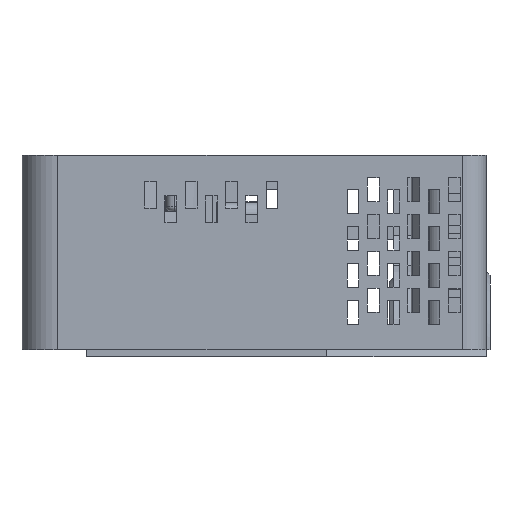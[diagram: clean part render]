
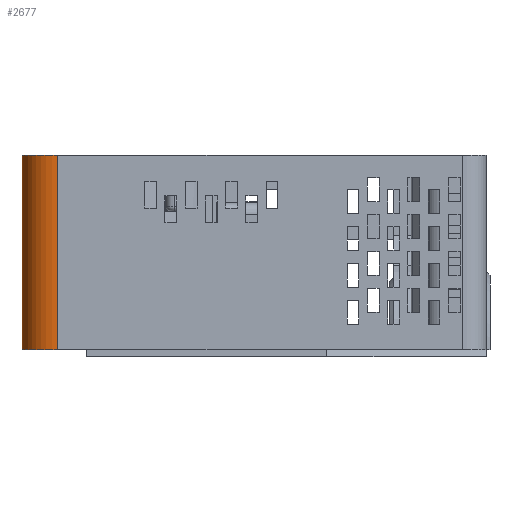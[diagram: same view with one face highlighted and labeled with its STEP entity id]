
A CAD part, left-side view. The second image highlights one B-rep face of the part: STEP entity #2677.
In plain terms, the highlighted cylindrical face has radius 6 mm (diameter 12 mm), a partial arc.
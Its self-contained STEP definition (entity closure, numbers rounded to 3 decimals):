
#1213 = CARTESIAN_POINT ( 'NONE',  ( -78.688, 97.729, -141.045 ) ) ;
#1244 = DIRECTION ( 'NONE',  ( -1., 0., 0. ) ) ;
#1882 = EDGE_CURVE ( 'NONE', #14184, #36288, #22585, .T. ) ;
#2677 = ADVANCED_FACE ( 'NONE', ( #6785 ), #12320, .T. ) ;
#5116 = DIRECTION ( 'NONE',  ( 0., 0., -1. ) ) ;
#6623 = VECTOR ( 'NONE', #14107, 1000. ) ;
#6785 = FACE_OUTER_BOUND ( 'NONE', #8276, .T. ) ;
#8194 = CARTESIAN_POINT ( 'NONE',  ( -72.688, 97.729, -141.045 ) ) ;
#8276 = EDGE_LOOP ( 'NONE', ( #28860, #20460, #13051, #23543 ) ) ;
#9116 = DIRECTION ( 'NONE',  ( 0., 0., -1. ) ) ;
#12320 = CYLINDRICAL_SURFACE ( 'NONE', #34142, 6. ) ;
#13051 = ORIENTED_EDGE ( 'NONE', *, *, #14332, .F. ) ;
#14107 = DIRECTION ( 'NONE',  ( 0., 0., -1. ) ) ;
#14184 = VERTEX_POINT ( 'NONE', #26821 ) ;
#14286 = CARTESIAN_POINT ( 'NONE',  ( -78.688, 97.729, -108.345 ) ) ;
#14332 = EDGE_CURVE ( 'NONE', #36288, #18770, #26974, .T. ) ;
#16132 = DIRECTION ( 'NONE',  ( -1., 0., 0. ) ) ;
#18770 = VERTEX_POINT ( 'NONE', #34257 ) ;
#20460 = ORIENTED_EDGE ( 'NONE', *, *, #27105, .T. ) ;
#21161 = DIRECTION ( 'NONE',  ( 0., 0., -1. ) ) ;
#22437 = AXIS2_PLACEMENT_3D ( 'NONE', #31270, #9116, #31621 ) ;
#22585 = LINE ( 'NONE', #14286, #6623 ) ;
#23543 = ORIENTED_EDGE ( 'NONE', *, *, #1882, .F. ) ;
#24840 = CARTESIAN_POINT ( 'NONE',  ( -68.032, 101.513, -108.345 ) ) ;
#25023 = LINE ( 'NONE', #24840, #33240 ) ;
#26821 = CARTESIAN_POINT ( 'NONE',  ( -78.688, 97.729, -108.345 ) ) ;
#26974 = CIRCLE ( 'NONE', #35818, 6. ) ;
#26995 = VERTEX_POINT ( 'NONE', #35344 ) ;
#27053 = CARTESIAN_POINT ( 'NONE',  ( -72.688, 97.729, -108.345 ) ) ;
#27105 = EDGE_CURVE ( 'NONE', #26995, #18770, #25023, .T. ) ;
#28860 = ORIENTED_EDGE ( 'NONE', *, *, #30863, .T. ) ;
#30525 = DIRECTION ( 'NONE',  ( 0., 0., -1. ) ) ;
#30667 = CIRCLE ( 'NONE', #22437, 6. ) ;
#30863 = EDGE_CURVE ( 'NONE', #14184, #26995, #30667, .T. ) ;
#31270 = CARTESIAN_POINT ( 'NONE',  ( -72.688, 97.729, -108.345 ) ) ;
#31621 = DIRECTION ( 'NONE',  ( -1., 0., 0. ) ) ;
#33240 = VECTOR ( 'NONE', #5116, 1000. ) ;
#34142 = AXIS2_PLACEMENT_3D ( 'NONE', #27053, #21161, #1244 ) ;
#34257 = CARTESIAN_POINT ( 'NONE',  ( -68.032, 101.513, -141.045 ) ) ;
#35344 = CARTESIAN_POINT ( 'NONE',  ( -68.032, 101.513, -108.345 ) ) ;
#35818 = AXIS2_PLACEMENT_3D ( 'NONE', #8194, #30525, #16132 ) ;
#36288 = VERTEX_POINT ( 'NONE', #1213 ) ;
